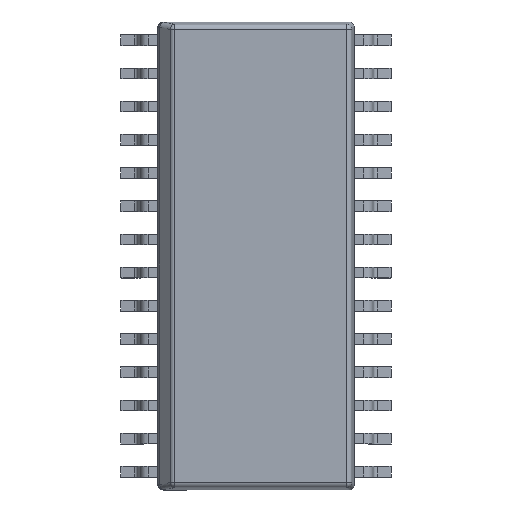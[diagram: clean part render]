
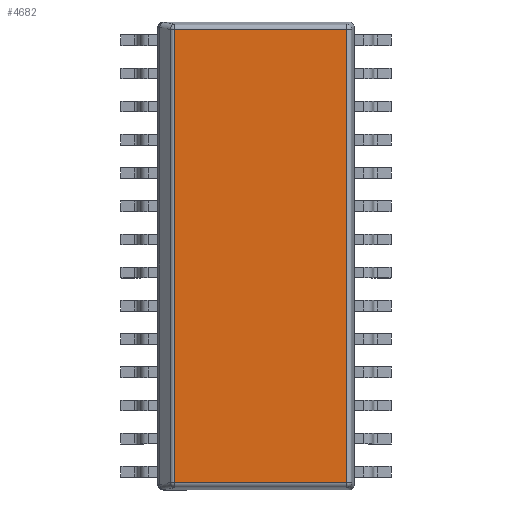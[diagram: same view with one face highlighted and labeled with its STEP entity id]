
A CAD part, top view. The second image highlights one B-rep face of the part: STEP entity #4682.
In plain terms, the highlighted planar face has unit normal (0, 0, 1).
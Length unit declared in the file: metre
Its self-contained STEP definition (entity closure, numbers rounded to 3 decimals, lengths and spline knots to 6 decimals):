
#3602 = EDGE_CURVE( '', #7824, #6575, #7825, .T. );
#3810 = EDGE_CURVE( '', #6575, #5994, #8082, .T. );
#4004 = EDGE_CURVE( '', #6697, #7824, #8314, .T. );
#4082 = EDGE_CURVE( '', #6697, #5994, #8406, .T. );
#4682 = ADVANCED_FACE( '', ( #9112 ), #9113, .T. );
#5994 = VERTEX_POINT( '', #10870 );
#6575 = VERTEX_POINT( '', #11702 );
#6697 = VERTEX_POINT( '', #11891 );
#7824 = VERTEX_POINT( '', #13564 );
#7825 = LINE( '', #13565, #13566 );
#8082 = LINE( '', #13966, #13967 );
#8314 = LINE( '', #14337, #14338 );
#8406 = LINE( '', #14482, #14483 );
#9112 = FACE_OUTER_BOUND( '', #15585, .T. );
#9113 = PLANE( '', #15586 );
#10870 = CARTESIAN_POINT( '', ( -0.003131, 0.008664, 0.00175 ) );
#11702 = CARTESIAN_POINT( '', ( 0.003464, 0.008664, 0.00175 ) );
#11891 = CARTESIAN_POINT( '', ( -0.003131, -0.008664, 0.00175 ) );
#13564 = CARTESIAN_POINT( '', ( 0.003464, -0.008664, 0.00175 ) );
#13565 = CARTESIAN_POINT( '', ( 0.003464, -0.008664, 0.00175 ) );
#13566 = VECTOR( '', #19310, 1. );
#13966 = CARTESIAN_POINT( '', ( 0.003464, 0.008664, 0.00175 ) );
#13967 = VECTOR( '', #19623, 1. );
#14337 = CARTESIAN_POINT( '', ( -0.003131, -0.008664, 0.00175 ) );
#14338 = VECTOR( '', #19955, 1. );
#14482 = CARTESIAN_POINT( '', ( -0.003131, -0.008664, 0.00175 ) );
#14483 = VECTOR( '', #20073, 1. );
#15585 = EDGE_LOOP( '', ( #21255, #21256, #21257, #21258 ) );
#15586 = AXIS2_PLACEMENT_3D( '', #21259, #21260, #21261 );
#19310 = DIRECTION( '', ( 0., 1., 0. ) );
#19623 = DIRECTION( '', ( -1., 0., 0. ) );
#19955 = DIRECTION( '', ( 1., 0., 0. ) );
#20073 = DIRECTION( '', ( 0., 1., 0. ) );
#21255 = ORIENTED_EDGE( '', *, *, #4004, .T. );
#21256 = ORIENTED_EDGE( '', *, *, #3602, .T. );
#21257 = ORIENTED_EDGE( '', *, *, #3810, .T. );
#21258 = ORIENTED_EDGE( '', *, *, #4082, .F. );
#21259 = CARTESIAN_POINT( '', ( 0., 0., 0.00175 ) );
#21260 = DIRECTION( '', ( 0., 0., 1. ) );
#21261 = DIRECTION( '', ( 1., 0., 0. ) );
